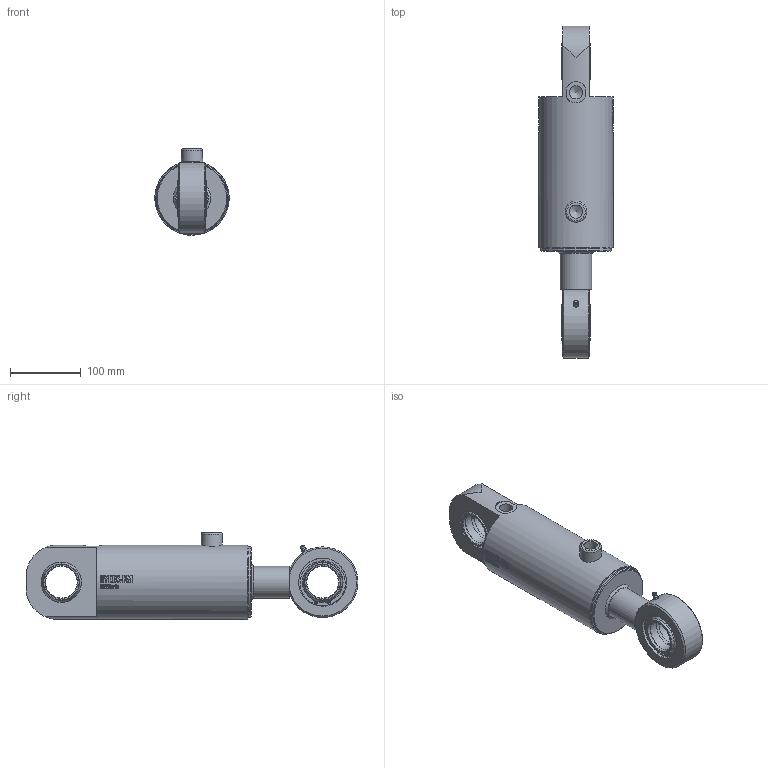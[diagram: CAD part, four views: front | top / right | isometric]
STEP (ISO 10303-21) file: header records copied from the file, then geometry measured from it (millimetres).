
FILE_DESCRIPTION((''),'2;1');
FILE_NAME('KS2DVL90_45.stp','2012-02-27T08:20:16',('tribel'),(''),'Autodesk Inventor 2011','Autodesk Inventor 2011','');
FILE_SCHEMA(('AUTOMOTIVE_DESIGN { 1 0 10303 214 1 1 1 1 }'));
Length unit declared in the file: millimetre
Products named in the file (6): KS2DVL90_45; KS2DVL90_45_Parameters; KS2DVL90_45_stang; KS2DVL90_45_body.; Part40; KS.45.Eye.Komplett
Assembly tree (5 placements, depth 2):
  KS2DVL90_45
    KS2DVL90_45_Parameters
    KS2DVL90_45_stang
    KS2DVL90_45_body.
    Part40
    KS.45.Eye.Komplett
Bounding box: 105 x 470 x 122.5 mm (x, y, z)
Volume: 2016266.1 mm3; surface area: 293694.9 mm2
Topology: 5 solids, 6 shells, 633 faces, 1678 edges, 1105 vertices
Faces by surface type: plane 308, bspline 168, cylinder 97, torus 27, cone 26, sphere 7
Full cylindrical faces by diameter (mm): 3 x9, 3.571 x2, 4 x1, 4.917 x1, 18.631 x2, 30 x1, 45 x6, 45.5 x4, 51.5 x4, 57 x1, 68 x4, 71 x2, 90 x2, 100 x1, 105 x1
Entity records: 41709 total; most frequent: CARTESIAN_POINT 27607, ORIENTED_EDGE 3124, DIRECTION 2194, EDGE_CURVE 1564, VERTEX_POINT 1074, AXIS2_PLACEMENT_3D 795, EDGE_LOOP 795, FACE_OUTER_BOUND 633
